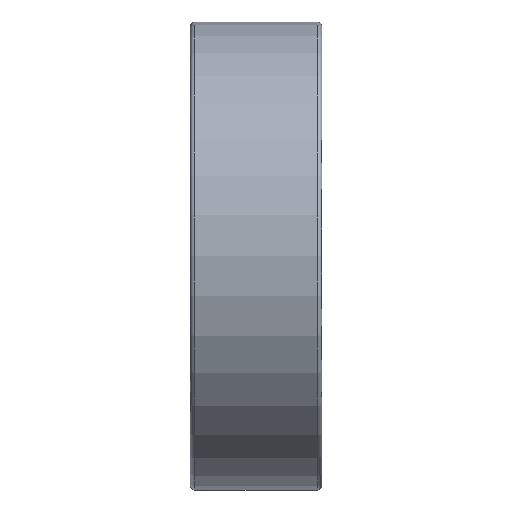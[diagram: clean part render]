
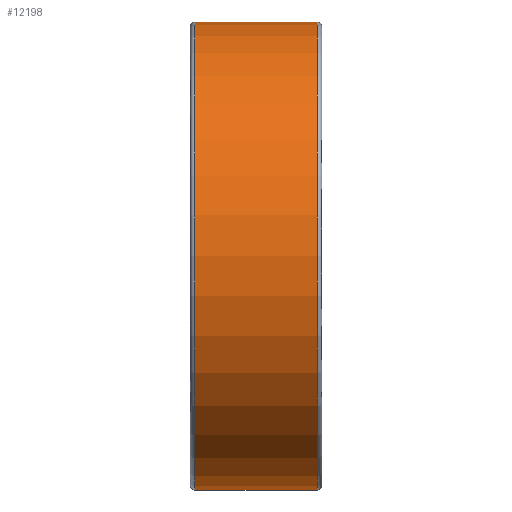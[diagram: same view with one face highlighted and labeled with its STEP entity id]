
A CAD part, top view. The second image highlights one B-rep face of the part: STEP entity #12198.
In plain terms, the highlighted cylindrical face has radius 16 mm (diameter 32 mm), a partial arc.
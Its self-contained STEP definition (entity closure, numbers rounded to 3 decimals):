
#3095=CARTESIAN_POINT('',(-4.2,0.,0.));
#3096=DIRECTION('',(1.,0.,0.));
#3097=DIRECTION('',(0.,1.,0.));
#3098=AXIS2_PLACEMENT_3D('',#3095,#3096,#3097);
#3103=CARTESIAN_POINT('',(4.2,0.,0.));
#3104=DIRECTION('',(1.,0.,0.));
#3105=DIRECTION('',(0.,1.,0.));
#3106=AXIS2_PLACEMENT_3D('',#3103,#3104,#3105);
#3119=DIRECTION('',(-1.,0.,0.));
#3120=VECTOR('',#3119,8.4);
#3121=CARTESIAN_POINT('',(4.2,-16.,0.));
#3122=LINE('',#3121,#3120);
#3134=DIRECTION('',(-1.,0.,0.));
#3135=VECTOR('',#3134,8.4);
#3136=CARTESIAN_POINT('',(4.2,16.,0.));
#3137=LINE('',#3136,#3135);
#9422=CARTESIAN_POINT('',(-4.2,16.,0.));
#9423=CARTESIAN_POINT('',(-4.2,-16.,0.));
#9424=VERTEX_POINT('',#9422);
#9425=VERTEX_POINT('',#9423);
#9426=CARTESIAN_POINT('',(4.2,16.,0.));
#9427=CARTESIAN_POINT('',(4.2,-16.,0.));
#9428=VERTEX_POINT('',#9426);
#9429=VERTEX_POINT('',#9427);
#12184=CARTESIAN_POINT('',(-4.95,0.,0.));
#12185=DIRECTION('',(1.,0.,0.));
#12186=DIRECTION('',(0.,-1.,0.));
#12187=AXIS2_PLACEMENT_3D('',#12184,#12185,#12186);
#12188=CYLINDRICAL_SURFACE('',#12187,16.);
#12189=ORIENTED_EDGE('',*,*,#12174,.F.);
#12191=ORIENTED_EDGE('',*,*,#12190,.F.);
#12193=ORIENTED_EDGE('',*,*,#12192,.T.);
#12195=ORIENTED_EDGE('',*,*,#12194,.T.);
#12196=EDGE_LOOP('',(#12189,#12191,#12193,#12195));
#12197=FACE_OUTER_BOUND('',#12196,.F.);
#3099=CIRCLE('',#3098,16.);
#3107=CIRCLE('',#3106,16.);
#12174=EDGE_CURVE('',#9424,#9425,#3099,.T.);
#12190=EDGE_CURVE('',#9428,#9424,#3137,.T.);
#12192=EDGE_CURVE('',#9428,#9429,#3107,.T.);
#12194=EDGE_CURVE('',#9429,#9425,#3122,.T.);
#12198=ADVANCED_FACE('',(#12197),#12188,.T.);
